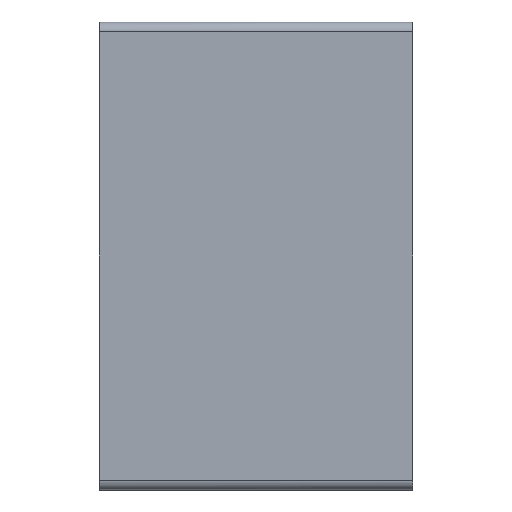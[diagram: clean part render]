
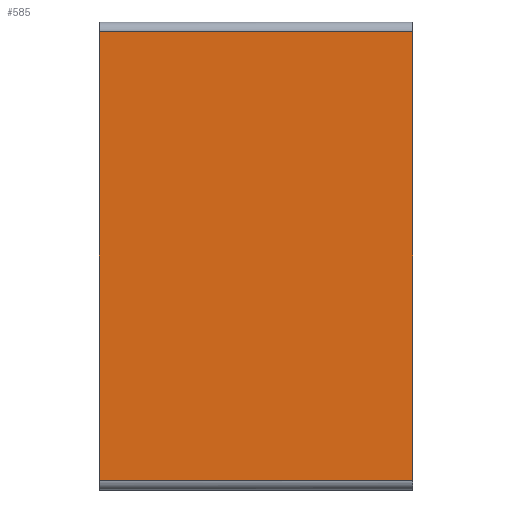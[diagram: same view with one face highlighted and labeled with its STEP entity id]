
A CAD part, front view. The second image highlights one B-rep face of the part: STEP entity #585.
In plain terms, the highlighted free-form (B-spline) face has degree [1, 1] with [2, 2] control points.
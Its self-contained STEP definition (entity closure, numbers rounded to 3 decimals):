
#24 = VERTEX_POINT('',#25);
#25 = CARTESIAN_POINT('',(-76.725,0.,2.857));
#39 = VERTEX_POINT('',#40);
#40 = CARTESIAN_POINT('',(0.,0.,2.857));
#46 = EDGE_CURVE('',#24,#39,#47,.T.);
#47 = B_SPLINE_CURVE_WITH_KNOTS('',1,(#48,#49),.UNSPECIFIED.,.F.,.F.,(2,
    2),(0.,80.),.PIECEWISE_BEZIER_KNOTS.);
#48 = CARTESIAN_POINT('',(-76.725,0.,2.857));
#49 = CARTESIAN_POINT('',(0.,0.,2.857));
#585 = ADVANCED_FACE('',(#586),#608,.T.);
#586 = FACE_BOUND('',#587,.T.);
#587 = EDGE_LOOP('',(#588,#595,#602,#607));
#588 = ORIENTED_EDGE('',*,*,#589,.F.);
#589 = EDGE_CURVE('',#590,#39,#592,.T.);
#590 = VERTEX_POINT('',#591);
#591 = CARTESIAN_POINT('',(0.,0.,112.69));
#592 = B_SPLINE_CURVE_WITH_KNOTS('',1,(#593,#594),.UNSPECIFIED.,.F.,.F.,
  (2,2),(2.5,117.021),.PIECEWISE_BEZIER_KNOTS.);
#593 = CARTESIAN_POINT('',(0.,0.,112.69));
#594 = CARTESIAN_POINT('',(0.,0.,2.857));
#595 = ORIENTED_EDGE('',*,*,#596,.T.);
#596 = EDGE_CURVE('',#590,#597,#599,.T.);
#597 = VERTEX_POINT('',#598);
#598 = CARTESIAN_POINT('',(-76.725,0.,112.69));
#599 = B_SPLINE_CURVE_WITH_KNOTS('',1,(#600,#601),.UNSPECIFIED.,.F.,.F.,
  (2,2),(-80.,-0.),.PIECEWISE_BEZIER_KNOTS.);
#600 = CARTESIAN_POINT('',(0.,0.,112.69));
#601 = CARTESIAN_POINT('',(-76.725,0.,112.69));
#602 = ORIENTED_EDGE('',*,*,#603,.T.);
#603 = EDGE_CURVE('',#597,#24,#604,.T.);
#604 = B_SPLINE_CURVE_WITH_KNOTS('',1,(#605,#606),.UNSPECIFIED.,.F.,.F.,
  (2,2),(2.5,117.021),.PIECEWISE_BEZIER_KNOTS.);
#605 = CARTESIAN_POINT('',(-76.725,0.,112.69));
#606 = CARTESIAN_POINT('',(-76.725,0.,2.857));
#607 = ORIENTED_EDGE('',*,*,#46,.T.);
#608 = B_SPLINE_SURFACE_WITH_KNOTS('',1,1,(
    (#609,#610)
    ,(#611,#612
    )),.UNSPECIFIED.,.F.,.F.,.F.,(2,2),(2,2),(2.5,117.021),(0.,
    80.),.PIECEWISE_BEZIER_KNOTS.);
#609 = CARTESIAN_POINT('',(-76.725,0.,112.69));
#610 = CARTESIAN_POINT('',(0.,0.,112.69));
#611 = CARTESIAN_POINT('',(-76.725,0.,2.857));
#612 = CARTESIAN_POINT('',(0.,0.,2.857));
